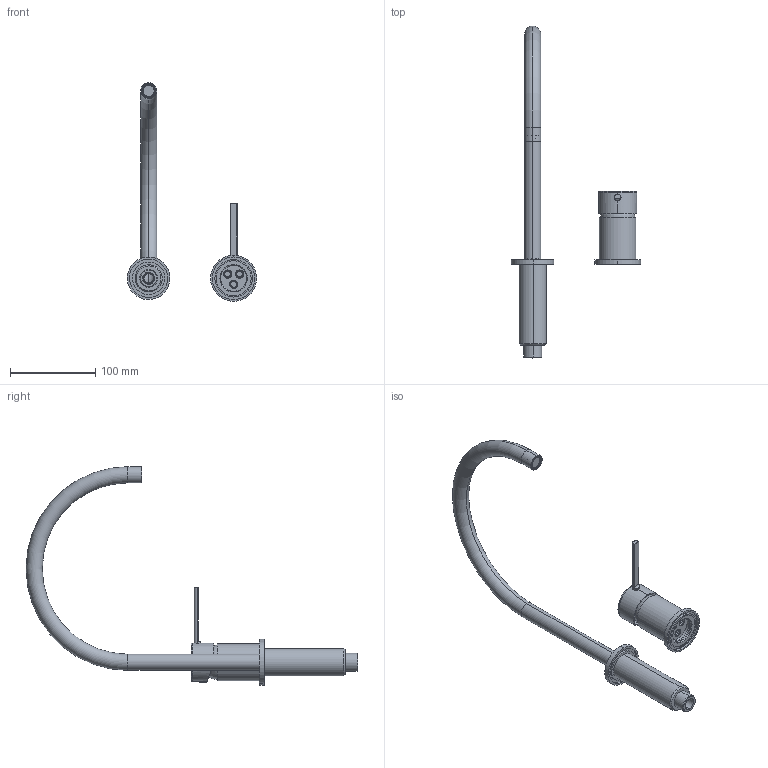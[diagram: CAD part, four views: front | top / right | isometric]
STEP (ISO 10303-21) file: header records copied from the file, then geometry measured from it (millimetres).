
FILE_DESCRIPTION (( 'STEP AP203' ), '1' );
FILE_NAME ('84AP11646.STEP', '2025-09-25T06:27:22', ( '' ), ( '' ), 'SwSTEP 2.0', 'SolidWorks 2021', '' );
FILE_SCHEMA (( 'CONFIG_CONTROL_DESIGN' ));
Length unit declared in the file: millimetre
Products named in the file (1): 84AP11646
Bounding box: 151.72 x 389.35 x 256.5 mm (x, y, z)
Volume: 148007.4 mm3; surface area: 117319.9 mm2
Topology: 10 solids, 10 shells, 283 faces, 641 edges, 392 vertices
Faces by surface type: cylinder 122, plane 81, cone 56, torus 15, bspline 5, sphere 4
Entity records: 9920 total; most frequent: CARTESIAN_POINT 3396, DIRECTION 1458, ORIENTED_EDGE 1266, EDGE_CURVE 633, AXIS2_PLACEMENT_3D 600, VERTEX_POINT 392, EDGE_LOOP 325, CIRCLE 321
